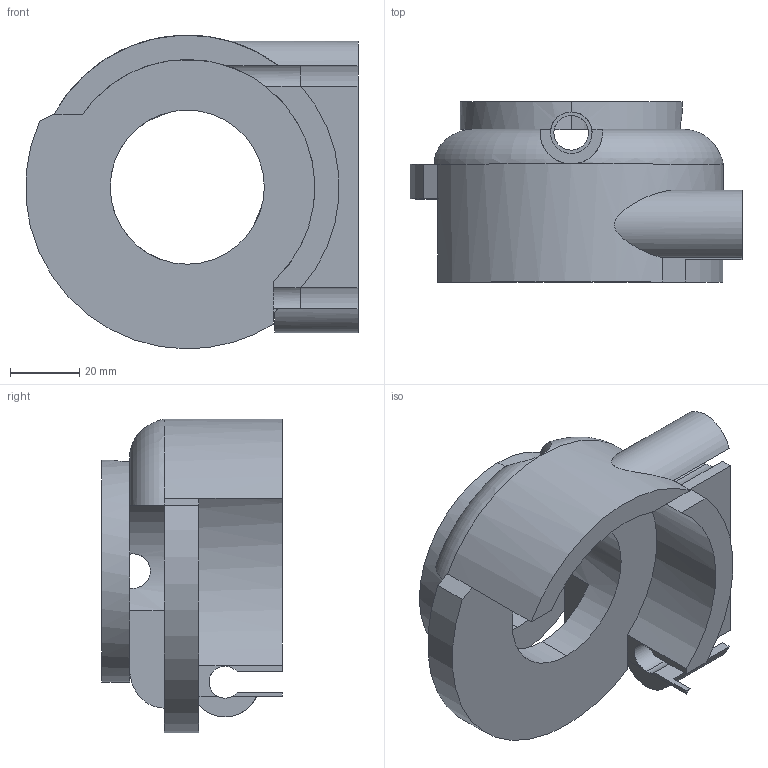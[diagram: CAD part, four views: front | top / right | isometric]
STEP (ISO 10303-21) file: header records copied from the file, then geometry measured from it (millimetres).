
FILE_DESCRIPTION (( 'STEP AP203' ), '1' );
FILE_NAME ('Guide poignée embrayage Gilera V 22-03-25.STEP', '2022-03-30T09:29:31', ( '' ), ( '' ), 'SwSTEP 2.0', 'SolidWorks 2018', '' );
FILE_SCHEMA (( 'CONFIG_CONTROL_DESIGN' ));
Length unit declared in the file: millimetre
Products named in the file (1): Guide poignée embrayage Gilera V 22-03-25
Bounding box: 95.66 x 52 x 90.4 mm (x, y, z)
Volume: 113036.6 mm3; surface area: 32311.9 mm2
Topology: 1 solids, 1 shells, 73 faces, 214 edges, 140 vertices
Faces by surface type: cylinder 39, plane 31, torus 3
Entity records: 3021 total; most frequent: CARTESIAN_POINT 963, ORIENTED_EDGE 428, DIRECTION 418, EDGE_CURVE 214, AXIS2_PLACEMENT_3D 157, VERTEX_POINT 140, VECTOR 104, LINE 104
